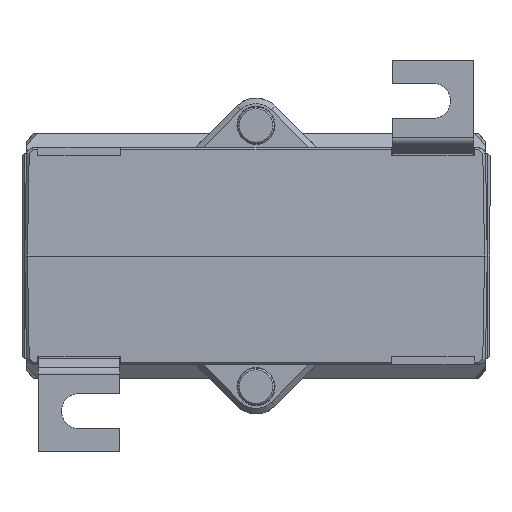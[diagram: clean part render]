
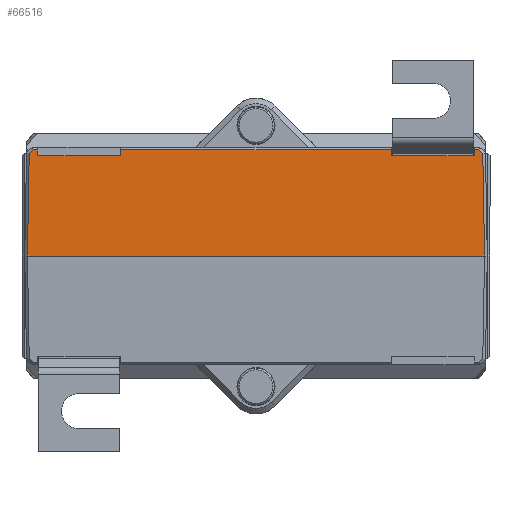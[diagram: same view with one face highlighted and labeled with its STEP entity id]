
A CAD part, front view. The second image highlights one B-rep face of the part: STEP entity #66516.
In plain terms, the highlighted planar face has unit normal (0, -1, 0.018).
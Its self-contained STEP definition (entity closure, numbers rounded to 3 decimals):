
#41299 = CARTESIAN_POINT ( 'NONE',  ( -42., -43.25, 0. ) ) ;
#41503 = DIRECTION ( 'NONE',  ( 1., 0., 0. ) ) ;
#41505 = VECTOR ( 'NONE', #41503, 1000. ) ;
#41507 = CARTESIAN_POINT ( 'NONE',  ( -42.5, -43.25, 0. ) ) ;
#41508 = LINE ( 'NONE', #41507, #41505 ) ;
#41539 = CARTESIAN_POINT ( 'NONE',  ( 42., -43.25, 0. ) ) ;
#43820 = AXIS2_PLACEMENT_3D ( 'NONE', #43869, #43868, #43981 ) ;
#43865 = CARTESIAN_POINT ( 'NONE',  ( -40.922, -42.91, 19.5 ) ) ;
#43867 = FACE_OUTER_BOUND ( 'NONE', #66517, .T. ) ;
#43868 = DIRECTION ( 'NONE',  ( 0., -1., 0.017 ) ) ;
#43869 = CARTESIAN_POINT ( 'NONE',  ( -42.5, -43.25, 0. ) ) ;
#43881 = DIRECTION ( 'NONE',  ( 0.009, 0.017, 1. ) ) ;
#43882 = VECTOR ( 'NONE', #43881, 1000. ) ;
#43884 = CARTESIAN_POINT ( 'NONE',  ( -25.054, -43.253, -0.152 ) ) ;
#43889 = CARTESIAN_POINT ( 'NONE',  ( -24.892, -42.929, 18.4 ) ) ;
#43894 = CARTESIAN_POINT ( 'NONE',  ( -40.108, -42.929, 18.4 ) ) ;
#43896 = CARTESIAN_POINT ( 'NONE',  ( -40.118, -42.91, 19.5 ) ) ;
#43900 = CARTESIAN_POINT ( 'NONE',  ( -24.882, -42.91, 19.5 ) ) ;
#43904 = LINE ( 'NONE', #43884, #43882 ) ;
#43905 = PLANE ( 'NONE',  #43820 ) ;
#43981 = DIRECTION ( 'NONE',  ( 0., -0.017, -1. ) ) ;
#43984 = CARTESIAN_POINT ( 'NONE',  ( -41.672, -42.922, 18.776 ) ) ;
#44043 = CARTESIAN_POINT ( 'NONE',  ( -41.133, -42.91, 19.5 ) ) ;
#44045 = LINE ( 'NONE', #44043, #44138 ) ;
#44072 = DIRECTION ( 'NONE',  ( 0.009, -0.017, -1. ) ) ;
#44074 = VECTOR ( 'NONE', #44072, 1000. ) ;
#44076 = CARTESIAN_POINT ( 'NONE',  ( 25.047, -43.24, 0.589 ) ) ;
#44077 = LINE ( 'NONE', #44076, #44074 ) ;
#44080 = CARTESIAN_POINT ( 'NONE',  ( 41.672, -42.922, 18.775 ) ) ;
#44087 = CARTESIAN_POINT ( 'NONE',  ( 40.108, -42.929, 18.4 ) ) ;
#44103 = DIRECTION ( 'NONE',  ( -1., 0., 0. ) ) ;
#44105 = VECTOR ( 'NONE', #44103, 1000. ) ;
#44106 = CARTESIAN_POINT ( 'NONE',  ( 24.892, -42.929, 18.4 ) ) ;
#44120 = DIRECTION ( 'NONE',  ( -1., 0., 0. ) ) ;
#44122 = VECTOR ( 'NONE', #44120, 1000. ) ;
#44124 = CARTESIAN_POINT ( 'NONE',  ( -42.5, -42.929, 18.4 ) ) ;
#44125 = CARTESIAN_POINT ( 'NONE',  ( 40.922, -42.91, 19.5 ) ) ;
#44126 = DIRECTION ( 'NONE',  ( -1., 0., 0. ) ) ;
#44127 = VECTOR ( 'NONE', #44126, 1000. ) ;
#44129 = CARTESIAN_POINT ( 'NONE',  ( -41.133, -42.91, 19.5 ) ) ;
#44130 = CARTESIAN_POINT ( 'NONE',  ( -41.133, -42.91, 19.5 ) ) ;
#44131 = LINE ( 'NONE', #44130, #44105 ) ;
#44133 = DIRECTION ( 'NONE',  ( 0.009, 0.017, 1. ) ) ;
#44134 = VECTOR ( 'NONE', #44133, 1000. ) ;
#44135 = CARTESIAN_POINT ( 'NONE',  ( 39.941, -43.263, -0.719 ) ) ;
#44136 = LINE ( 'NONE', #44135, #44134 ) ;
#44137 = DIRECTION ( 'NONE',  ( -1., 0., 0. ) ) ;
#44138 = VECTOR ( 'NONE', #44137, 1000. ) ;
#44139 = CARTESIAN_POINT ( 'NONE',  ( 24.882, -42.91, 19.5 ) ) ;
#44140 = DIRECTION ( 'NONE',  ( -0.719, 0.012, 0.695 ) ) ;
#44141 = VECTOR ( 'NONE', #44140, 1000. ) ;
#44142 = CARTESIAN_POINT ( 'NONE',  ( 40.781, -42.907, 19.636 ) ) ;
#44144 = LINE ( 'NONE', #44142, #44141 ) ;
#44147 = LINE ( 'NONE', #44129, #44127 ) ;
#44148 = LINE ( 'NONE', #44124, #44122 ) ;
#44156 = DIRECTION ( 'NONE',  ( 0.009, -0.017, -1. ) ) ;
#44158 = LINE ( 'NONE', #44283, #44281 ) ;
#44166 = VECTOR ( 'NONE', #44156, 1000. ) ;
#44171 = CARTESIAN_POINT ( 'NONE',  ( 40.118, -42.91, 19.5 ) ) ;
#44173 = CARTESIAN_POINT ( 'NONE',  ( -39.948, -43.25, 0.022 ) ) ;
#44174 = LINE ( 'NONE', #44173, #44166 ) ;
#44184 = DIRECTION ( 'NONE',  ( -0.017, 0.017, 1. ) ) ;
#44185 = VECTOR ( 'NONE', #44184, 1000. ) ;
#44186 = CARTESIAN_POINT ( 'NONE',  ( 41.974, -43.224, 1.474 ) ) ;
#44189 = LINE ( 'NONE', #44186, #44185 ) ;
#44192 = DIRECTION ( 'NONE',  ( -0.017, -0.017, -1. ) ) ;
#44193 = VECTOR ( 'NONE', #44192, 1000. ) ;
#44194 = CARTESIAN_POINT ( 'NONE',  ( -42., -43.25, -0.009 ) ) ;
#44196 = LINE ( 'NONE', #44194, #44193 ) ;
#44206 = DIRECTION ( 'NONE',  ( -0.719, -0.012, -0.695 ) ) ;
#44208 = VECTOR ( 'NONE', #44206, 1000. ) ;
#44210 = CARTESIAN_POINT ( 'NONE',  ( -41.817, -42.925, 18.636 ) ) ;
#44211 = LINE ( 'NONE', #44210, #44208 ) ;
#44280 = DIRECTION ( 'NONE',  ( 1., 0., 0. ) ) ;
#44281 = VECTOR ( 'NONE', #44280, 1000. ) ;
#44283 = CARTESIAN_POINT ( 'NONE',  ( -42.5, -42.929, 18.4 ) ) ;
#65720 = VERTEX_POINT ( 'NONE', #41299 ) ;
#65763 = VERTEX_POINT ( 'NONE', #41539 ) ;
#65768 = EDGE_CURVE ( 'NONE', #65720, #65763, #41508, .T. ) ;
#66511 = VERTEX_POINT ( 'NONE', #43894 ) ;
#66512 = EDGE_CURVE ( 'NONE', #66514, #66515, #43904, .T. ) ;
#66514 = VERTEX_POINT ( 'NONE', #43889 ) ;
#66515 = VERTEX_POINT ( 'NONE', #43900 ) ;
#66516 = ADVANCED_FACE ( 'NONE', ( #43867 ), #43905, .T. ) ;
#66517 = EDGE_LOOP ( 'NONE', ( #66521, #66525, #66584, #66586, #66523, #66583, #66593, #66595, #66594, #66573, #66580, #66572, #66561, #66562 ) ) ;
#66518 = VERTEX_POINT ( 'NONE', #43896 ) ;
#66521 = ORIENTED_EDGE ( 'NONE', *, *, #66512, .F. ) ;
#66522 = VERTEX_POINT ( 'NONE', #43984 ) ;
#66523 = ORIENTED_EDGE ( 'NONE', *, *, #66587, .T. ) ;
#66524 = VERTEX_POINT ( 'NONE', #43865 ) ;
#66525 = ORIENTED_EDGE ( 'NONE', *, *, #66601, .F. ) ;
#66558 = EDGE_CURVE ( 'NONE', #66575, #66589, #44077, .T. ) ;
#66561 = ORIENTED_EDGE ( 'NONE', *, *, #66558, .F. ) ;
#66562 = ORIENTED_EDGE ( 'NONE', *, *, #66579, .T. ) ;
#66570 = VERTEX_POINT ( 'NONE', #44080 ) ;
#66571 = EDGE_CURVE ( 'NONE', #66570, #66588, #44144, .T. ) ;
#66572 = ORIENTED_EDGE ( 'NONE', *, *, #66581, .T. ) ;
#66573 = ORIENTED_EDGE ( 'NONE', *, *, #66574, .T. ) ;
#66574 = EDGE_CURVE ( 'NONE', #66588, #66598, #44045, .T. ) ;
#66575 = VERTEX_POINT ( 'NONE', #44139 ) ;
#66576 = VERTEX_POINT ( 'NONE', #44087 ) ;
#66577 = EDGE_CURVE ( 'NONE', #66576, #66598, #44136, .T. ) ;
#66579 = EDGE_CURVE ( 'NONE', #66575, #66515, #44147, .T. ) ;
#66580 = ORIENTED_EDGE ( 'NONE', *, *, #66577, .F. ) ;
#66581 = EDGE_CURVE ( 'NONE', #66576, #66589, #44148, .T. ) ;
#66583 = ORIENTED_EDGE ( 'NONE', *, *, #66590, .T. ) ;
#66584 = ORIENTED_EDGE ( 'NONE', *, *, #66599, .F. ) ;
#66585 = EDGE_CURVE ( 'NONE', #66518, #66524, #44131, .T. ) ;
#66586 = ORIENTED_EDGE ( 'NONE', *, *, #66585, .T. ) ;
#66587 = EDGE_CURVE ( 'NONE', #66524, #66522, #44211, .T. ) ;
#66588 = VERTEX_POINT ( 'NONE', #44125 ) ;
#66589 = VERTEX_POINT ( 'NONE', #44106 ) ;
#66590 = EDGE_CURVE ( 'NONE', #66522, #65720, #44196, .T. ) ;
#66591 = EDGE_CURVE ( 'NONE', #65763, #66570, #44189, .T. ) ;
#66593 = ORIENTED_EDGE ( 'NONE', *, *, #65768, .T. ) ;
#66594 = ORIENTED_EDGE ( 'NONE', *, *, #66571, .T. ) ;
#66595 = ORIENTED_EDGE ( 'NONE', *, *, #66591, .T. ) ;
#66598 = VERTEX_POINT ( 'NONE', #44171 ) ;
#66599 = EDGE_CURVE ( 'NONE', #66518, #66511, #44174, .T. ) ;
#66601 = EDGE_CURVE ( 'NONE', #66511, #66514, #44158, .T. ) ;
